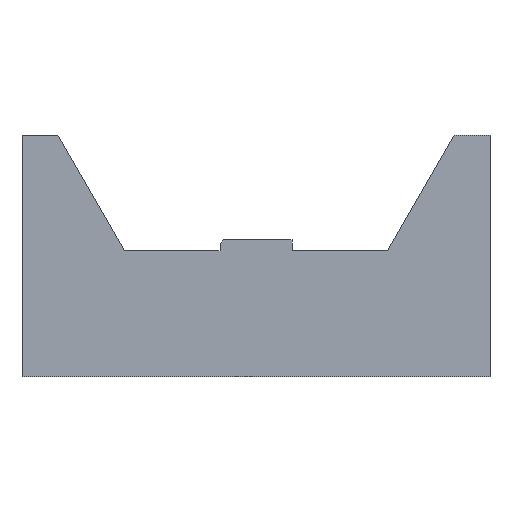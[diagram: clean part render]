
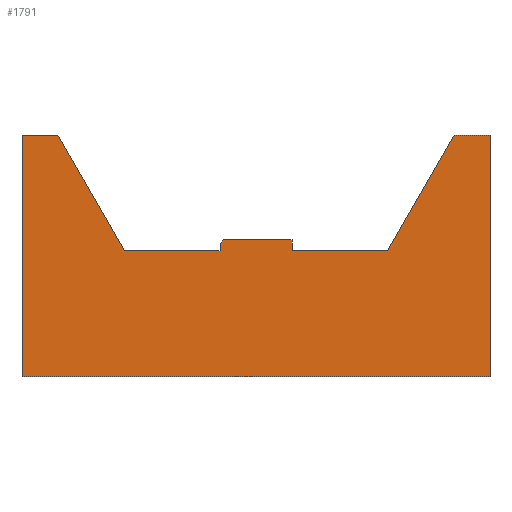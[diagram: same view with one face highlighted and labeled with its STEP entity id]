
A CAD part, left-side view. The second image highlights one B-rep face of the part: STEP entity #1791.
In plain terms, the highlighted planar face has unit normal (-1, 0, 0).
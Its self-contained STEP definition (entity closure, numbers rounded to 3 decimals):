
#7 = PLANE ( 'NONE',  #134 ) ;
#11 = VERTEX_POINT ( 'NONE', #849 ) ;
#18 = VECTOR ( 'NONE', #1443, 1000. ) ;
#75 = LINE ( 'NONE', #1148, #1120 ) ;
#84 = LINE ( 'NONE', #253, #482 ) ;
#107 = DIRECTION ( 'NONE',  ( 0., -1., 0. ) ) ;
#111 = CARTESIAN_POINT ( 'NONE',  ( -40., -10., 38. ) ) ;
#118 = VECTOR ( 'NONE', #404, 1000. ) ;
#129 = CARTESIAN_POINT ( 'NONE',  ( -40., -36.525, 35. ) ) ;
#134 = AXIS2_PLACEMENT_3D ( 'NONE', #1544, #1825, #1091 ) ;
#142 = DIRECTION ( 'NONE',  ( 0., -1., 0. ) ) ;
#158 = ORIENTED_EDGE ( 'NONE', *, *, #463, .F. ) ;
#164 = VECTOR ( 'NONE', #1499, 1000. ) ;
#189 = LINE ( 'NONE', #1706, #18 ) ;
#231 = LINE ( 'NONE', #667, #1181 ) ;
#232 = VECTOR ( 'NONE', #1842, 1000. ) ;
#253 = CARTESIAN_POINT ( 'NONE',  ( -40., -65., 2. ) ) ;
#260 = LINE ( 'NONE', #1496, #1061 ) ;
#309 = ORIENTED_EDGE ( 'NONE', *, *, #1322, .T. ) ;
#386 = DIRECTION ( 'NONE',  ( 0., 0.5, 0.866 ) ) ;
#404 = DIRECTION ( 'NONE',  ( 0., 0.5, -0.866 ) ) ;
#425 = EDGE_CURVE ( 'NONE', #1361, #548, #1760, .T. ) ;
#434 = LINE ( 'NONE', #442, #483 ) ;
#442 = CARTESIAN_POINT ( 'NONE',  ( -40., 65., 2. ) ) ;
#445 = VERTEX_POINT ( 'NONE', #1016 ) ;
#463 = EDGE_CURVE ( 'NONE', #1077, #11, #1444, .T. ) ;
#482 = VECTOR ( 'NONE', #1315, 1000. ) ;
#483 = VECTOR ( 'NONE', #1174, 1000. ) ;
#490 = FACE_OUTER_BOUND ( 'NONE', #985, .T. ) ;
#493 = EDGE_CURVE ( 'NONE', #1525, #548, #1753, .T. ) ;
#548 = VERTEX_POINT ( 'NONE', #129 ) ;
#565 = ORIENTED_EDGE ( 'NONE', *, *, #1425, .F. ) ;
#611 = ORIENTED_EDGE ( 'NONE', *, *, #1200, .F. ) ;
#614 = CARTESIAN_POINT ( 'NONE',  ( -40., -65., 67. ) ) ;
#637 = LINE ( 'NONE', #1240, #232 ) ;
#638 = ORIENTED_EDGE ( 'NONE', *, *, #1215, .T. ) ;
#663 = ORIENTED_EDGE ( 'NONE', *, *, #1767, .T. ) ;
#667 = CARTESIAN_POINT ( 'NONE',  ( -40., 10., 38. ) ) ;
#681 = VECTOR ( 'NONE', #142, 1000. ) ;
#718 = CARTESIAN_POINT ( 'NONE',  ( -40., 65., 67. ) ) ;
#758 = LINE ( 'NONE', #718, #681 ) ;
#768 = ORIENTED_EDGE ( 'NONE', *, *, #493, .F. ) ;
#792 = ORIENTED_EDGE ( 'NONE', *, *, #1222, .T. ) ;
#793 = CARTESIAN_POINT ( 'NONE',  ( -40., 10., 35. ) ) ;
#794 = VECTOR ( 'NONE', #1432, 1000. ) ;
#814 = LINE ( 'NONE', #1610, #1208 ) ;
#849 = CARTESIAN_POINT ( 'NONE',  ( -40., 55., 67. ) ) ;
#855 = ORIENTED_EDGE ( 'NONE', *, *, #1480, .F. ) ;
#891 = CARTESIAN_POINT ( 'NONE',  ( -40., 9., 38. ) ) ;
#932 = VERTEX_POINT ( 'NONE', #1133 ) ;
#979 = EDGE_CURVE ( 'NONE', #1569, #1525, #189, .T. ) ;
#985 = EDGE_LOOP ( 'NONE', ( #309, #565, #855, #1370, #768, #1715, #611, #1770, #792, #1277, #638, #158, #663 ) ) ;
#999 = DIRECTION ( 'NONE',  ( 0., 0., -1. ) ) ;
#1001 = CARTESIAN_POINT ( 'NONE',  ( -40., 65., 0. ) ) ;
#1006 = DIRECTION ( 'NONE',  ( 0., -1., 0. ) ) ;
#1016 = CARTESIAN_POINT ( 'NONE',  ( -40., -65., 0. ) ) ;
#1057 = CARTESIAN_POINT ( 'NONE',  ( -40., -10., 35. ) ) ;
#1061 = VECTOR ( 'NONE', #107, 1000. ) ;
#1077 = VERTEX_POINT ( 'NONE', #1848 ) ;
#1091 = DIRECTION ( 'NONE',  ( 0., 0., -1. ) ) ;
#1101 = VERTEX_POINT ( 'NONE', #614 ) ;
#1120 = VECTOR ( 'NONE', #1720, 1000. ) ;
#1133 = CARTESIAN_POINT ( 'NONE',  ( -40., 10., 37. ) ) ;
#1148 = CARTESIAN_POINT ( 'NONE',  ( -40., 10., 38. ) ) ;
#1174 = DIRECTION ( 'NONE',  ( 0., 0., -1. ) ) ;
#1181 = VECTOR ( 'NONE', #999, 1000. ) ;
#1200 = EDGE_CURVE ( 'NONE', #1761, #1569, #75, .T. ) ;
#1208 = VECTOR ( 'NONE', #386, 1000. ) ;
#1215 = EDGE_CURVE ( 'NONE', #1677, #11, #814, .T. ) ;
#1222 = EDGE_CURVE ( 'NONE', #932, #1813, #231, .T. ) ;
#1240 = CARTESIAN_POINT ( 'NONE',  ( -40., -65., 0. ) ) ;
#1277 = ORIENTED_EDGE ( 'NONE', *, *, #1662, .F. ) ;
#1315 = DIRECTION ( 'NONE',  ( 0., 0., -1. ) ) ;
#1322 = EDGE_CURVE ( 'NONE', #1355, #445, #637, .T. ) ;
#1355 = VERTEX_POINT ( 'NONE', #1001 ) ;
#1361 = VERTEX_POINT ( 'NONE', #1907 ) ;
#1370 = ORIENTED_EDGE ( 'NONE', *, *, #425, .T. ) ;
#1425 = EDGE_CURVE ( 'NONE', #1101, #445, #84, .T. ) ;
#1432 = DIRECTION ( 'NONE',  ( 0., -1., 0. ) ) ;
#1443 = DIRECTION ( 'NONE',  ( 0., 0., -1. ) ) ;
#1444 = LINE ( 'NONE', #1626, #794 ) ;
#1475 = LINE ( 'NONE', #891, #164 ) ;
#1480 = EDGE_CURVE ( 'NONE', #1361, #1101, #758, .T. ) ;
#1496 = CARTESIAN_POINT ( 'NONE',  ( -40., -65., 35. ) ) ;
#1499 = DIRECTION ( 'NONE',  ( 0., 0.707, -0.707 ) ) ;
#1516 = CARTESIAN_POINT ( 'NONE',  ( -40., 9., 38. ) ) ;
#1525 = VERTEX_POINT ( 'NONE', #1057 ) ;
#1544 = CARTESIAN_POINT ( 'NONE',  ( -40., -65., 2. ) ) ;
#1547 = EDGE_CURVE ( 'NONE', #1761, #932, #1475, .T. ) ;
#1569 = VERTEX_POINT ( 'NONE', #111 ) ;
#1586 = CARTESIAN_POINT ( 'NONE',  ( -40., -29.354, 22.58 ) ) ;
#1610 = CARTESIAN_POINT ( 'NONE',  ( -40., -3.146, -33.712 ) ) ;
#1626 = CARTESIAN_POINT ( 'NONE',  ( -40., 65., 67. ) ) ;
#1629 = CARTESIAN_POINT ( 'NONE',  ( -40., 36.525, 35. ) ) ;
#1662 = EDGE_CURVE ( 'NONE', #1677, #1813, #260, .T. ) ;
#1677 = VERTEX_POINT ( 'NONE', #1629 ) ;
#1706 = CARTESIAN_POINT ( 'NONE',  ( -40., -10., 38. ) ) ;
#1715 = ORIENTED_EDGE ( 'NONE', *, *, #979, .F. ) ;
#1720 = DIRECTION ( 'NONE',  ( 0., -1., 0. ) ) ;
#1752 = VECTOR ( 'NONE', #1006, 1000. ) ;
#1753 = LINE ( 'NONE', #1913, #1752 ) ;
#1760 = LINE ( 'NONE', #1586, #118 ) ;
#1761 = VERTEX_POINT ( 'NONE', #1516 ) ;
#1767 = EDGE_CURVE ( 'NONE', #1077, #1355, #434, .T. ) ;
#1770 = ORIENTED_EDGE ( 'NONE', *, *, #1547, .T. ) ;
#1791 = ADVANCED_FACE ( 'NONE', ( #490 ), #7, .F. ) ;
#1813 = VERTEX_POINT ( 'NONE', #793 ) ;
#1825 = DIRECTION ( 'NONE',  ( 1., 0., 0. ) ) ;
#1842 = DIRECTION ( 'NONE',  ( 0., -1., 0. ) ) ;
#1848 = CARTESIAN_POINT ( 'NONE',  ( -40., 65., 67. ) ) ;
#1907 = CARTESIAN_POINT ( 'NONE',  ( -40., -55., 67. ) ) ;
#1913 = CARTESIAN_POINT ( 'NONE',  ( -40., -65., 35. ) ) ;
